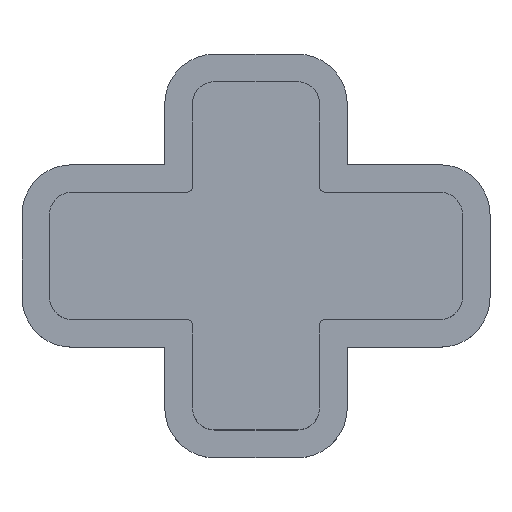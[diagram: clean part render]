
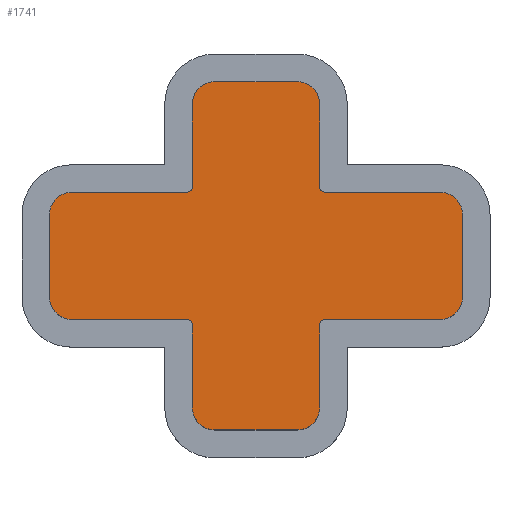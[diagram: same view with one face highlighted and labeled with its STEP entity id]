
A CAD part, top view. The second image highlights one B-rep face of the part: STEP entity #1741.
In plain terms, the highlighted planar face has unit normal (0, 0, 1).
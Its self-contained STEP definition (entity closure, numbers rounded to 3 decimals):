
#1159 = VERTEX_POINT('',#1160);
#1160 = CARTESIAN_POINT('',(-2.25,-30.95,7.));
#1166 = EDGE_CURVE('',#1159,#1167,#1169,.T.);
#1167 = VERTEX_POINT('',#1168);
#1168 = CARTESIAN_POINT('',(2.25,-30.95,7.));
#1169 = LINE('',#1170,#1171);
#1170 = CARTESIAN_POINT('',(-2.25,-30.95,7.));
#1171 = VECTOR('',#1172,1.);
#1172 = DIRECTION('',(1.,0.,0.));
#1190 = EDGE_CURVE('',#1167,#1191,#1193,.T.);
#1191 = VERTEX_POINT('',#1192);
#1192 = CARTESIAN_POINT('',(3.45,-29.75,7.));
#1193 = CIRCLE('',#1194,1.2);
#1194 = AXIS2_PLACEMENT_3D('',#1195,#1196,#1197);
#1195 = CARTESIAN_POINT('',(2.25,-29.75,7.));
#1196 = DIRECTION('',(0.,0.,1.));
#1197 = DIRECTION('',(1.,0.,0.));
#1215 = EDGE_CURVE('',#1191,#1216,#1218,.T.);
#1216 = VERTEX_POINT('',#1217);
#1217 = CARTESIAN_POINT('',(3.45,-25.25,7.));
#1218 = LINE('',#1219,#1220);
#1219 = CARTESIAN_POINT('',(3.45,-29.75,7.));
#1220 = VECTOR('',#1221,1.);
#1221 = DIRECTION('',(0.,1.,0.));
#1239 = VERTEX_POINT('',#1240);
#1240 = CARTESIAN_POINT('',(3.75,-24.95,7.));
#1246 = EDGE_CURVE('',#1239,#1216,#1247,.T.);
#1247 = CIRCLE('',#1248,0.3);
#1248 = AXIS2_PLACEMENT_3D('',#1249,#1250,#1251);
#1249 = CARTESIAN_POINT('',(3.75,-25.25,7.));
#1250 = DIRECTION('',(-0.,0.,1.));
#1251 = DIRECTION('',(0.,-1.,0.));
#1264 = EDGE_CURVE('',#1239,#1265,#1267,.T.);
#1265 = VERTEX_POINT('',#1266);
#1266 = CARTESIAN_POINT('',(10.,-24.95,7.));
#1267 = LINE('',#1268,#1269);
#1268 = CARTESIAN_POINT('',(3.75,-24.95,7.));
#1269 = VECTOR('',#1270,1.);
#1270 = DIRECTION('',(1.,0.,0.));
#1288 = EDGE_CURVE('',#1265,#1289,#1291,.T.);
#1289 = VERTEX_POINT('',#1290);
#1290 = CARTESIAN_POINT('',(11.2,-23.75,7.));
#1291 = CIRCLE('',#1292,1.2);
#1292 = AXIS2_PLACEMENT_3D('',#1293,#1294,#1295);
#1293 = CARTESIAN_POINT('',(10.,-23.75,7.));
#1294 = DIRECTION('',(0.,0.,1.));
#1295 = DIRECTION('',(1.,0.,0.));
#1313 = EDGE_CURVE('',#1289,#1314,#1316,.T.);
#1314 = VERTEX_POINT('',#1315);
#1315 = CARTESIAN_POINT('',(11.2,-19.25,7.));
#1316 = LINE('',#1317,#1318);
#1317 = CARTESIAN_POINT('',(11.2,-23.75,7.));
#1318 = VECTOR('',#1319,1.);
#1319 = DIRECTION('',(0.,1.,0.));
#1337 = EDGE_CURVE('',#1314,#1338,#1340,.T.);
#1338 = VERTEX_POINT('',#1339);
#1339 = CARTESIAN_POINT('',(10.,-18.05,7.));
#1340 = CIRCLE('',#1341,1.2);
#1341 = AXIS2_PLACEMENT_3D('',#1342,#1343,#1344);
#1342 = CARTESIAN_POINT('',(10.,-19.25,7.));
#1343 = DIRECTION('',(0.,0.,1.));
#1344 = DIRECTION('',(1.,0.,0.));
#1362 = EDGE_CURVE('',#1338,#1363,#1365,.T.);
#1363 = VERTEX_POINT('',#1364);
#1364 = CARTESIAN_POINT('',(3.75,-18.05,7.));
#1365 = LINE('',#1366,#1367);
#1366 = CARTESIAN_POINT('',(10.,-18.05,7.));
#1367 = VECTOR('',#1368,1.);
#1368 = DIRECTION('',(-1.,0.,0.));
#1386 = VERTEX_POINT('',#1387);
#1387 = CARTESIAN_POINT('',(3.45,-17.75,7.));
#1393 = EDGE_CURVE('',#1386,#1363,#1394,.T.);
#1394 = CIRCLE('',#1395,0.3);
#1395 = AXIS2_PLACEMENT_3D('',#1396,#1397,#1398);
#1396 = CARTESIAN_POINT('',(3.75,-17.75,7.));
#1397 = DIRECTION('',(0.,0.,1.));
#1398 = DIRECTION('',(1.,0.,0.));
#1411 = EDGE_CURVE('',#1386,#1412,#1414,.T.);
#1412 = VERTEX_POINT('',#1413);
#1413 = CARTESIAN_POINT('',(3.45,-13.25,7.));
#1414 = LINE('',#1415,#1416);
#1415 = CARTESIAN_POINT('',(3.45,-17.75,7.));
#1416 = VECTOR('',#1417,1.);
#1417 = DIRECTION('',(0.,1.,0.));
#1435 = EDGE_CURVE('',#1412,#1436,#1438,.T.);
#1436 = VERTEX_POINT('',#1437);
#1437 = CARTESIAN_POINT('',(2.25,-12.05,7.));
#1438 = CIRCLE('',#1439,1.2);
#1439 = AXIS2_PLACEMENT_3D('',#1440,#1441,#1442);
#1440 = CARTESIAN_POINT('',(2.25,-13.25,7.));
#1441 = DIRECTION('',(0.,0.,1.));
#1442 = DIRECTION('',(1.,0.,0.));
#1460 = EDGE_CURVE('',#1436,#1461,#1463,.T.);
#1461 = VERTEX_POINT('',#1462);
#1462 = CARTESIAN_POINT('',(-2.25,-12.05,7.));
#1463 = LINE('',#1464,#1465);
#1464 = CARTESIAN_POINT('',(2.25,-12.05,7.));
#1465 = VECTOR('',#1466,1.);
#1466 = DIRECTION('',(-1.,0.,0.));
#1484 = EDGE_CURVE('',#1461,#1485,#1487,.T.);
#1485 = VERTEX_POINT('',#1486);
#1486 = CARTESIAN_POINT('',(-3.45,-13.25,7.));
#1487 = CIRCLE('',#1488,1.2);
#1488 = AXIS2_PLACEMENT_3D('',#1489,#1490,#1491);
#1489 = CARTESIAN_POINT('',(-2.25,-13.25,7.));
#1490 = DIRECTION('',(0.,0.,1.));
#1491 = DIRECTION('',(1.,0.,0.));
#1509 = EDGE_CURVE('',#1485,#1510,#1512,.T.);
#1510 = VERTEX_POINT('',#1511);
#1511 = CARTESIAN_POINT('',(-3.45,-17.75,7.));
#1512 = LINE('',#1513,#1514);
#1513 = CARTESIAN_POINT('',(-3.45,-13.25,7.));
#1514 = VECTOR('',#1515,1.);
#1515 = DIRECTION('',(0.,-1.,0.));
#1533 = VERTEX_POINT('',#1534);
#1534 = CARTESIAN_POINT('',(-3.75,-18.05,7.));
#1540 = EDGE_CURVE('',#1533,#1510,#1541,.T.);
#1541 = CIRCLE('',#1542,0.3);
#1542 = AXIS2_PLACEMENT_3D('',#1543,#1544,#1545);
#1543 = CARTESIAN_POINT('',(-3.75,-17.75,7.));
#1544 = DIRECTION('',(0.,-0.,1.));
#1545 = DIRECTION('',(0.,1.,0.));
#1558 = EDGE_CURVE('',#1533,#1559,#1561,.T.);
#1559 = VERTEX_POINT('',#1560);
#1560 = CARTESIAN_POINT('',(-10.,-18.05,7.));
#1561 = LINE('',#1562,#1563);
#1562 = CARTESIAN_POINT('',(-3.75,-18.05,7.));
#1563 = VECTOR('',#1564,1.);
#1564 = DIRECTION('',(-1.,0.,0.));
#1582 = EDGE_CURVE('',#1559,#1583,#1585,.T.);
#1583 = VERTEX_POINT('',#1584);
#1584 = CARTESIAN_POINT('',(-11.2,-19.25,7.));
#1585 = CIRCLE('',#1586,1.2);
#1586 = AXIS2_PLACEMENT_3D('',#1587,#1588,#1589);
#1587 = CARTESIAN_POINT('',(-10.,-19.25,7.));
#1588 = DIRECTION('',(0.,0.,1.));
#1589 = DIRECTION('',(1.,0.,0.));
#1607 = EDGE_CURVE('',#1583,#1608,#1610,.T.);
#1608 = VERTEX_POINT('',#1609);
#1609 = CARTESIAN_POINT('',(-11.2,-23.75,7.));
#1610 = LINE('',#1611,#1612);
#1611 = CARTESIAN_POINT('',(-11.2,-19.25,7.));
#1612 = VECTOR('',#1613,1.);
#1613 = DIRECTION('',(0.,-1.,0.));
#1631 = EDGE_CURVE('',#1608,#1632,#1634,.T.);
#1632 = VERTEX_POINT('',#1633);
#1633 = CARTESIAN_POINT('',(-10.,-24.95,7.));
#1634 = CIRCLE('',#1635,1.2);
#1635 = AXIS2_PLACEMENT_3D('',#1636,#1637,#1638);
#1636 = CARTESIAN_POINT('',(-10.,-23.75,7.));
#1637 = DIRECTION('',(0.,0.,1.));
#1638 = DIRECTION('',(1.,0.,0.));
#1656 = EDGE_CURVE('',#1632,#1657,#1659,.T.);
#1657 = VERTEX_POINT('',#1658);
#1658 = CARTESIAN_POINT('',(-3.75,-24.95,7.));
#1659 = LINE('',#1660,#1661);
#1660 = CARTESIAN_POINT('',(-10.,-24.95,7.));
#1661 = VECTOR('',#1662,1.);
#1662 = DIRECTION('',(1.,0.,0.));
#1680 = VERTEX_POINT('',#1681);
#1681 = CARTESIAN_POINT('',(-3.45,-25.25,7.));
#1687 = EDGE_CURVE('',#1680,#1657,#1688,.T.);
#1688 = CIRCLE('',#1689,0.3);
#1689 = AXIS2_PLACEMENT_3D('',#1690,#1691,#1692);
#1690 = CARTESIAN_POINT('',(-3.75,-25.25,7.));
#1691 = DIRECTION('',(0.,-0.,1.));
#1692 = DIRECTION('',(-1.,0.,0.));
#1705 = EDGE_CURVE('',#1680,#1706,#1708,.T.);
#1706 = VERTEX_POINT('',#1707);
#1707 = CARTESIAN_POINT('',(-3.45,-29.75,7.));
#1708 = LINE('',#1709,#1710);
#1709 = CARTESIAN_POINT('',(-3.45,-25.25,7.));
#1710 = VECTOR('',#1711,1.);
#1711 = DIRECTION('',(0.,-1.,0.));
#1729 = EDGE_CURVE('',#1706,#1159,#1730,.T.);
#1730 = CIRCLE('',#1731,1.2);
#1731 = AXIS2_PLACEMENT_3D('',#1732,#1733,#1734);
#1732 = CARTESIAN_POINT('',(-2.25,-29.75,7.));
#1733 = DIRECTION('',(0.,0.,1.));
#1734 = DIRECTION('',(1.,0.,0.));
#1741 = ADVANCED_FACE('',(#1742),#1768,.T.);
#1742 = FACE_BOUND('',#1743,.T.);
#1743 = EDGE_LOOP('',(#1744,#1745,#1746,#1747,#1748,#1749,#1750,#1751,
    #1752,#1753,#1754,#1755,#1756,#1757,#1758,#1759,#1760,#1761,#1762,
    #1763,#1764,#1765,#1766,#1767));
#1744 = ORIENTED_EDGE('',*,*,#1166,.T.);
#1745 = ORIENTED_EDGE('',*,*,#1190,.T.);
#1746 = ORIENTED_EDGE('',*,*,#1215,.T.);
#1747 = ORIENTED_EDGE('',*,*,#1246,.F.);
#1748 = ORIENTED_EDGE('',*,*,#1264,.T.);
#1749 = ORIENTED_EDGE('',*,*,#1288,.T.);
#1750 = ORIENTED_EDGE('',*,*,#1313,.T.);
#1751 = ORIENTED_EDGE('',*,*,#1337,.T.);
#1752 = ORIENTED_EDGE('',*,*,#1362,.T.);
#1753 = ORIENTED_EDGE('',*,*,#1393,.F.);
#1754 = ORIENTED_EDGE('',*,*,#1411,.T.);
#1755 = ORIENTED_EDGE('',*,*,#1435,.T.);
#1756 = ORIENTED_EDGE('',*,*,#1460,.T.);
#1757 = ORIENTED_EDGE('',*,*,#1484,.T.);
#1758 = ORIENTED_EDGE('',*,*,#1509,.T.);
#1759 = ORIENTED_EDGE('',*,*,#1540,.F.);
#1760 = ORIENTED_EDGE('',*,*,#1558,.T.);
#1761 = ORIENTED_EDGE('',*,*,#1582,.T.);
#1762 = ORIENTED_EDGE('',*,*,#1607,.T.);
#1763 = ORIENTED_EDGE('',*,*,#1631,.T.);
#1764 = ORIENTED_EDGE('',*,*,#1656,.T.);
#1765 = ORIENTED_EDGE('',*,*,#1687,.F.);
#1766 = ORIENTED_EDGE('',*,*,#1705,.T.);
#1767 = ORIENTED_EDGE('',*,*,#1729,.T.);
#1768 = PLANE('',#1769);
#1769 = AXIS2_PLACEMENT_3D('',#1770,#1771,#1772);
#1770 = CARTESIAN_POINT('',(0.,-21.5,7.));
#1771 = DIRECTION('',(0.,0.,1.));
#1772 = DIRECTION('',(1.,0.,0.));
